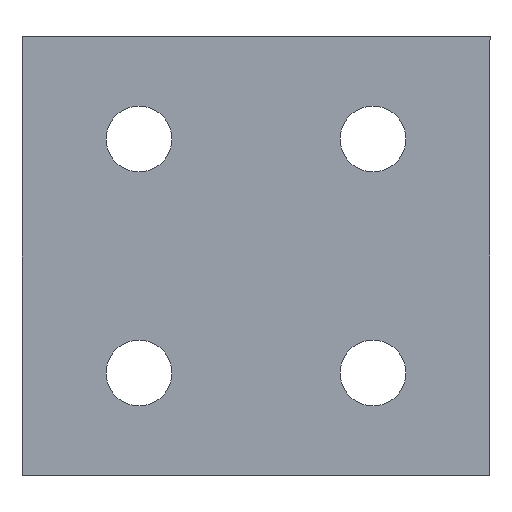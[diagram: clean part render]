
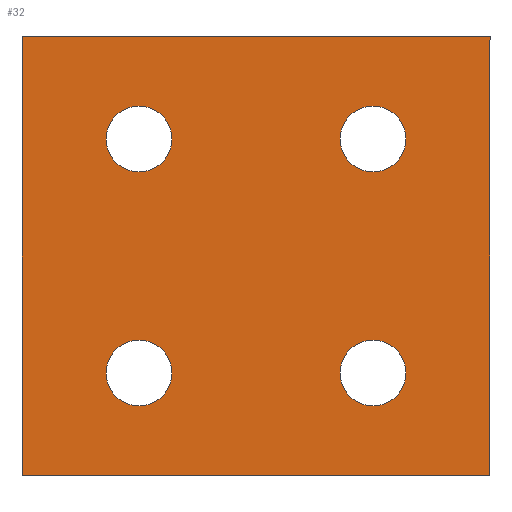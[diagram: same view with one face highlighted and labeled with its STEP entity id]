
A CAD part, front view. The second image highlights one B-rep face of the part: STEP entity #32.
In plain terms, the highlighted planar face has unit normal (0, -1, 0).
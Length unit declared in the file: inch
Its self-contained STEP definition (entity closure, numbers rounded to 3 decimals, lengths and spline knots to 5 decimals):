
#11 = EDGE_CURVE ( 'NONE', #483, #576, #155, .T. ) ;
#12 = VERTEX_POINT ( 'NONE', #917 ) ;
#18 = CIRCLE ( 'NONE', #567, 0.1405 ) ;
#32 = ADVANCED_FACE ( 'NONE', ( #957, #545, #171, #493, #124 ), #142, .F. ) ;
#47 = EDGE_LOOP ( 'NONE', ( #157, #818 ) ) ;
#64 = DIRECTION ( 'NONE',  ( 0., 0., -1. ) ) ;
#72 = DIRECTION ( 'NONE',  ( 1., 0., 0. ) ) ;
#79 = CARTESIAN_POINT ( 'NONE',  ( 1.3595, 0., 0.5 ) ) ;
#80 = EDGE_CURVE ( 'NONE', #751, #907, #982, .T. ) ;
#85 = VERTEX_POINT ( 'NONE', #391 ) ;
#105 = EDGE_CURVE ( 'NONE', #494, #955, #637, .T. ) ;
#111 = CARTESIAN_POINT ( 'NONE',  ( 1.6405, 0., 0.5 ) ) ;
#115 = VERTEX_POINT ( 'NONE', #143 ) ;
#124 = FACE_OUTER_BOUND ( 'NONE', #481, .T. ) ;
#130 = DIRECTION ( 'NONE',  ( -1., 0., 0. ) ) ;
#134 = DIRECTION ( 'NONE',  ( 1., 0., 0. ) ) ;
#142 = PLANE ( 'NONE',  #781 ) ;
#143 = CARTESIAN_POINT ( 'NONE',  ( 0.6405, 0., -0.5 ) ) ;
#154 = DIRECTION ( 'NONE',  ( 0., 0., 1. ) ) ;
#155 = CIRCLE ( 'NONE', #612, 0.1405 ) ;
#157 = ORIENTED_EDGE ( 'NONE', *, *, #421, .F. ) ;
#171 = FACE_BOUND ( 'NONE', #244, .T. ) ;
#177 = EDGE_CURVE ( 'NONE', #922, #650, #601, .T. ) ;
#193 = EDGE_CURVE ( 'NONE', #12, #751, #652, .T. ) ;
#199 = CIRCLE ( 'NONE', #625, 0.1405 ) ;
#208 = DIRECTION ( 'NONE',  ( 1., 0., 0. ) ) ;
#223 = VERTEX_POINT ( 'NONE', #606 ) ;
#240 = VECTOR ( 'NONE', #509, 39.37008 ) ;
#244 = EDGE_LOOP ( 'NONE', ( #406, #342 ) ) ;
#247 = EDGE_CURVE ( 'NONE', #907, #85, #807, .T. ) ;
#259 = DIRECTION ( 'NONE',  ( 0., -1., 0. ) ) ;
#271 = CIRCLE ( 'NONE', #793, 0.1405 ) ;
#285 = CARTESIAN_POINT ( 'NONE',  ( 0., 0., -0.9375 ) ) ;
#290 = CARTESIAN_POINT ( 'NONE',  ( 0., 0., 0.9375 ) ) ;
#294 = ORIENTED_EDGE ( 'NONE', *, *, #105, .F. ) ;
#301 = CARTESIAN_POINT ( 'NONE',  ( 1.5, 0., -0.5 ) ) ;
#321 = EDGE_CURVE ( 'NONE', #576, #483, #344, .T. ) ;
#323 = CIRCLE ( 'NONE', #340, 0.1405 ) ;
#339 = EDGE_CURVE ( 'NONE', #223, #115, #323, .T. ) ;
#340 = AXIS2_PLACEMENT_3D ( 'NONE', #924, #769, #462 ) ;
#342 = ORIENTED_EDGE ( 'NONE', *, *, #11, .F. ) ;
#344 = CIRCLE ( 'NONE', #821, 0.1405 ) ;
#350 = DIRECTION ( 'NONE',  ( 1., 0., 0. ) ) ;
#353 = VECTOR ( 'NONE', #130, 39.37008 ) ;
#375 = DIRECTION ( 'NONE',  ( -1., 0., 0. ) ) ;
#380 = DIRECTION ( 'NONE',  ( 1., 0., 0. ) ) ;
#384 = EDGE_CURVE ( 'NONE', #85, #12, #816, .T. ) ;
#387 = CARTESIAN_POINT ( 'NONE',  ( 2., 0., -0.9375 ) ) ;
#389 = VECTOR ( 'NONE', #154, 39.37008 ) ;
#391 = CARTESIAN_POINT ( 'NONE',  ( 2., 0., 0.9375 ) ) ;
#393 = ORIENTED_EDGE ( 'NONE', *, *, #722, .F. ) ;
#406 = ORIENTED_EDGE ( 'NONE', *, *, #321, .F. ) ;
#417 = ORIENTED_EDGE ( 'NONE', *, *, #80, .F. ) ;
#421 = EDGE_CURVE ( 'NONE', #115, #223, #199, .T. ) ;
#429 = ORIENTED_EDGE ( 'NONE', *, *, #177, .F. ) ;
#450 = DIRECTION ( 'NONE',  ( 0., -1., 0. ) ) ;
#454 = DIRECTION ( 'NONE',  ( 0., -1., 0. ) ) ;
#462 = DIRECTION ( 'NONE',  ( 1., 0., 0. ) ) ;
#481 = EDGE_LOOP ( 'NONE', ( #508, #933, #823, #417 ) ) ;
#483 = VERTEX_POINT ( 'NONE', #548 ) ;
#493 = FACE_BOUND ( 'NONE', #863, .T. ) ;
#494 = VERTEX_POINT ( 'NONE', #79 ) ;
#508 = ORIENTED_EDGE ( 'NONE', *, *, #193, .F. ) ;
#509 = DIRECTION ( 'NONE',  ( 1., 0., 0. ) ) ;
#545 = FACE_BOUND ( 'NONE', #47, .T. ) ;
#548 = CARTESIAN_POINT ( 'NONE',  ( 0.3595, 0., 0.5 ) ) ;
#566 = VECTOR ( 'NONE', #64, 39.37008 ) ;
#567 = AXIS2_PLACEMENT_3D ( 'NONE', #608, #767, #685 ) ;
#571 = CARTESIAN_POINT ( 'NONE',  ( 0., 0., 0.9375 ) ) ;
#576 = VERTEX_POINT ( 'NONE', #667 ) ;
#596 = CARTESIAN_POINT ( 'NONE',  ( 0.5, 0., 0.5 ) ) ;
#597 = CARTESIAN_POINT ( 'NONE',  ( 0., 0., -0.9375 ) ) ;
#601 = CIRCLE ( 'NONE', #659, 0.1405 ) ;
#606 = CARTESIAN_POINT ( 'NONE',  ( 0.3595, 0., -0.5 ) ) ;
#608 = CARTESIAN_POINT ( 'NONE',  ( 1.5, 0., -0.5 ) ) ;
#612 = AXIS2_PLACEMENT_3D ( 'NONE', #596, #682, #208 ) ;
#616 = CARTESIAN_POINT ( 'NONE',  ( 0., 0., -0.9375 ) ) ;
#622 = DIRECTION ( 'NONE',  ( 0., -1., 0. ) ) ;
#625 = AXIS2_PLACEMENT_3D ( 'NONE', #918, #454, #850 ) ;
#637 = CIRCLE ( 'NONE', #932, 0.1405 ) ;
#648 = CARTESIAN_POINT ( 'NONE',  ( 1.5, 0., 0.5 ) ) ;
#650 = VERTEX_POINT ( 'NONE', #902 ) ;
#652 = LINE ( 'NONE', #285, #353 ) ;
#659 = AXIS2_PLACEMENT_3D ( 'NONE', #301, #852, #380 ) ;
#667 = CARTESIAN_POINT ( 'NONE',  ( 0.6405, 0., 0.5 ) ) ;
#682 = DIRECTION ( 'NONE',  ( 0., -1., 0. ) ) ;
#685 = DIRECTION ( 'NONE',  ( 1., 0., 0. ) ) ;
#722 = EDGE_CURVE ( 'NONE', #650, #922, #18, .T. ) ;
#751 = VERTEX_POINT ( 'NONE', #597 ) ;
#757 = CARTESIAN_POINT ( 'NONE',  ( 0., 0., -0.9375 ) ) ;
#759 = ORIENTED_EDGE ( 'NONE', *, *, #960, .F. ) ;
#767 = DIRECTION ( 'NONE',  ( 0., -1., 0. ) ) ;
#769 = DIRECTION ( 'NONE',  ( 0., -1., 0. ) ) ;
#781 = AXIS2_PLACEMENT_3D ( 'NONE', #757, #846, #375 ) ;
#782 = CARTESIAN_POINT ( 'NONE',  ( 1.5, 0., 0.5 ) ) ;
#791 = EDGE_LOOP ( 'NONE', ( #429, #393 ) ) ;
#793 = AXIS2_PLACEMENT_3D ( 'NONE', #648, #259, #350 ) ;
#807 = LINE ( 'NONE', #290, #240 ) ;
#814 = CARTESIAN_POINT ( 'NONE',  ( 1.6405, 0., -0.5 ) ) ;
#816 = LINE ( 'NONE', #387, #566 ) ;
#818 = ORIENTED_EDGE ( 'NONE', *, *, #339, .F. ) ;
#821 = AXIS2_PLACEMENT_3D ( 'NONE', #914, #450, #134 ) ;
#823 = ORIENTED_EDGE ( 'NONE', *, *, #247, .F. ) ;
#846 = DIRECTION ( 'NONE',  ( 0., 1., 0. ) ) ;
#850 = DIRECTION ( 'NONE',  ( 1., 0., 0. ) ) ;
#852 = DIRECTION ( 'NONE',  ( 0., -1., 0. ) ) ;
#863 = EDGE_LOOP ( 'NONE', ( #759, #294 ) ) ;
#902 = CARTESIAN_POINT ( 'NONE',  ( 1.3595, 0., -0.5 ) ) ;
#907 = VERTEX_POINT ( 'NONE', #571 ) ;
#914 = CARTESIAN_POINT ( 'NONE',  ( 0.5, 0., 0.5 ) ) ;
#917 = CARTESIAN_POINT ( 'NONE',  ( 2., 0., -0.9375 ) ) ;
#918 = CARTESIAN_POINT ( 'NONE',  ( 0.5, 0., -0.5 ) ) ;
#922 = VERTEX_POINT ( 'NONE', #814 ) ;
#924 = CARTESIAN_POINT ( 'NONE',  ( 0.5, 0., -0.5 ) ) ;
#932 = AXIS2_PLACEMENT_3D ( 'NONE', #782, #622, #72 ) ;
#933 = ORIENTED_EDGE ( 'NONE', *, *, #384, .F. ) ;
#955 = VERTEX_POINT ( 'NONE', #111 ) ;
#957 = FACE_BOUND ( 'NONE', #791, .T. ) ;
#960 = EDGE_CURVE ( 'NONE', #955, #494, #271, .T. ) ;
#982 = LINE ( 'NONE', #616, #389 ) ;
